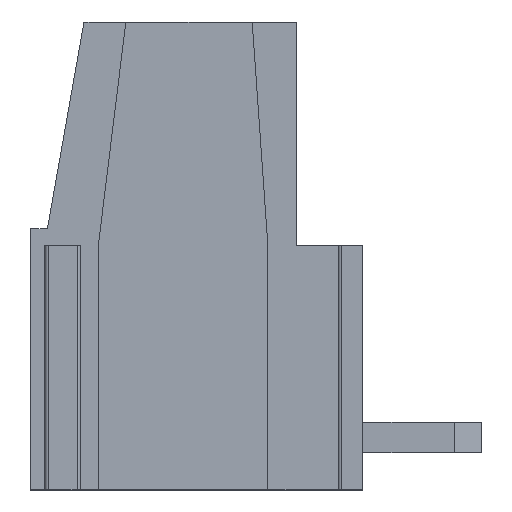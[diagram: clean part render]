
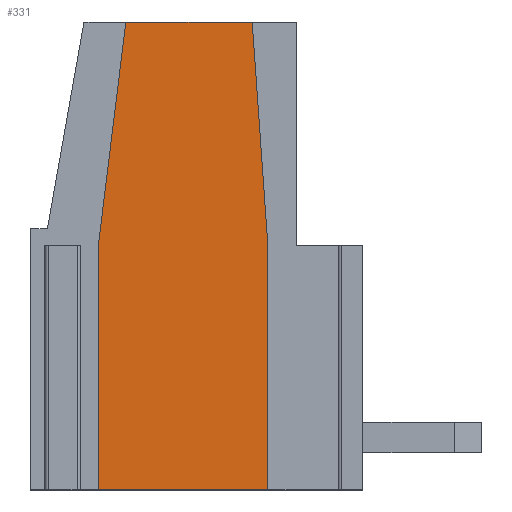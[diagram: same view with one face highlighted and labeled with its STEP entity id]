
A CAD part, left-side view. The second image highlights one B-rep face of the part: STEP entity #331.
In plain terms, the highlighted planar face has unit normal (-1, 0, 0).
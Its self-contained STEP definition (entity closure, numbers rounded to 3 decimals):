
#331 = ADVANCED_FACE( '', ( #742 ), #743, .F. );
#742 = FACE_OUTER_BOUND( '', #1250, .T. );
#743 = PLANE( '', #1251 );
#1250 = EDGE_LOOP( '', ( #2019, #2020, #2021, #2022, #2023, #2024 ) );
#1251 = AXIS2_PLACEMENT_3D( '', #2025, #2026, #2027 );
#2019 = ORIENTED_EDGE( '', *, *, #3460, .T. );
#2020 = ORIENTED_EDGE( '', *, *, #3461, .F. );
#2021 = ORIENTED_EDGE( '', *, *, #3462, .F. );
#2022 = ORIENTED_EDGE( '', *, *, #3463, .F. );
#2023 = ORIENTED_EDGE( '', *, *, #3464, .T. );
#2024 = ORIENTED_EDGE( '', *, *, #3465, .T. );
#2025 = CARTESIAN_POINT( '', ( -3.05, 19.914, -5.23 ) );
#2026 = DIRECTION( '', ( 1., 0., 0. ) );
#2027 = DIRECTION( '', ( 0., -1., 0. ) );
#3460 = EDGE_CURVE( '', #4272, #4273, #4274, .T. );
#3461 = EDGE_CURVE( '', #4275, #4273, #4276, .T. );
#3462 = EDGE_CURVE( '', #4277, #4275, #4278, .T. );
#3463 = EDGE_CURVE( '', #4279, #4277, #4280, .T. );
#3464 = EDGE_CURVE( '', #4279, #4281, #4282, .T. );
#3465 = EDGE_CURVE( '', #4281, #4272, #4283, .T. );
#4272 = VERTEX_POINT( '', #5403 );
#4273 = VERTEX_POINT( '', #5404 );
#4274 = LINE( '', #5405, #5406 );
#4275 = VERTEX_POINT( '', #5407 );
#4276 = LINE( '', #5408, #5409 );
#4277 = VERTEX_POINT( '', #5410 );
#4278 = LINE( '', #5411, #5412 );
#4279 = VERTEX_POINT( '', #5413 );
#4280 = LINE( '', #5414, #5415 );
#4281 = VERTEX_POINT( '', #5416 );
#4282 = LINE( '', #5417, #5418 );
#4283 = LINE( '', #5419, #5420 );
#5403 = CARTESIAN_POINT( '', ( -3.05, -2.81, 13.8 ) );
#5404 = CARTESIAN_POINT( '', ( -3.05, -2., 7.2 ) );
#5405 = CARTESIAN_POINT( '', ( -3.05, 0.296, -11.5 ) );
#5406 = VECTOR( '', #6388, 1000. );
#5407 = CARTESIAN_POINT( '', ( -3.05, -2., 0. ) );
#5408 = CARTESIAN_POINT( '', ( -3.05, -2., -11.5 ) );
#5409 = VECTOR( '', #6389, 1000. );
#5410 = CARTESIAN_POINT( '', ( -3.05, -7., 0. ) );
#5411 = CARTESIAN_POINT( '', ( -3.05, 0., 0. ) );
#5412 = VECTOR( '', #6390, 1000. );
#5413 = CARTESIAN_POINT( '', ( -3.05, -7., 7.2 ) );
#5414 = CARTESIAN_POINT( '', ( -3.05, -7., -11.5 ) );
#5415 = VECTOR( '', #6391, 1000. );
#5416 = CARTESIAN_POINT( '', ( -3.05, -6.538, 13.8 ) );
#5417 = CARTESIAN_POINT( '', ( -3.05, -8.308, -11.5 ) );
#5418 = VECTOR( '', #6392, 1000. );
#5419 = CARTESIAN_POINT( '', ( -3.05, 0., 13.8 ) );
#5420 = VECTOR( '', #6393, 1000. );
#6388 = DIRECTION( '', ( 0., 0.122, -0.993 ) );
#6389 = DIRECTION( '', ( 0., 0., 1. ) );
#6390 = DIRECTION( '', ( 0., 1., 0. ) );
#6391 = DIRECTION( '', ( 0., 0., -1. ) );
#6392 = DIRECTION( '', ( 0., 0.07, 0.998 ) );
#6393 = DIRECTION( '', ( 0., 1., 0. ) );
